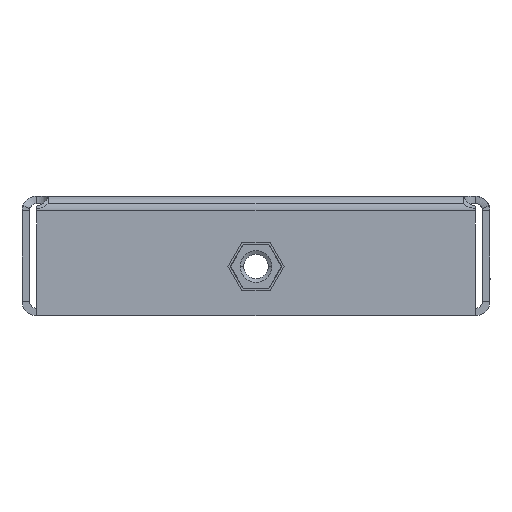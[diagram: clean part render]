
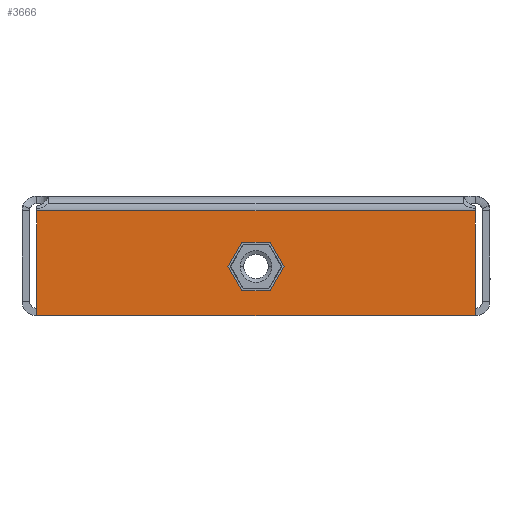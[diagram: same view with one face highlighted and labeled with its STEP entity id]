
A CAD part, left-side view. The second image highlights one B-rep face of the part: STEP entity #3666.
In plain terms, the highlighted planar face has unit normal (-1, 0, 0).
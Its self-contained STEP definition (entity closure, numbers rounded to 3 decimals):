
#275 = EDGE_CURVE ( 'NONE', #6224, #20687, #18587, .T. ) ;
#534 = CARTESIAN_POINT ( 'NONE',  ( -352., 2.656, -9.8 ) ) ;
#1281 = FACE_BOUND ( 'NONE', #13395, .T. ) ;
#1679 = PLANE ( 'NONE',  #11405 ) ;
#2088 = EDGE_CURVE ( 'NONE', #18071, #6224, #2099, .T. ) ;
#2099 = LINE ( 'NONE', #16939, #18936 ) ;
#2463 = EDGE_CURVE ( 'NONE', #12170, #4198, #12423, .T. ) ;
#3024 = DIRECTION ( 'NONE',  ( 0., -1., 0. ) ) ;
#3619 = EDGE_LOOP ( 'NONE', ( #8953, #4465, #10589, #17372 ) ) ;
#3666 = ADVANCED_FACE ( 'NONE', ( #1281, #10138 ), #1679, .F. ) ;
#3740 = VECTOR ( 'NONE', #10836, 1000. ) ;
#3810 = DIRECTION ( 'NONE',  ( 0., -0.5, 0.866 ) ) ;
#3935 = CARTESIAN_POINT ( 'NONE',  ( -352., -2.252, -1.3 ) ) ;
#4198 = VERTEX_POINT ( 'NONE', #17460 ) ;
#4313 = DIRECTION ( 'NONE',  ( 0., 0.5, -0.866 ) ) ;
#4465 = ORIENTED_EDGE ( 'NONE', *, *, #23602, .T. ) ;
#4569 = CARTESIAN_POINT ( 'NONE',  ( -352., 45., 0. ) ) ;
#5022 = VERTEX_POINT ( 'NONE', #13291 ) ;
#5225 = CARTESIAN_POINT ( 'NONE',  ( -352., -45., -3. ) ) ;
#5611 = EDGE_CURVE ( 'NONE', #4198, #10226, #9985, .T. ) ;
#6034 = VECTOR ( 'NONE', #24633, 1000. ) ;
#6224 = VERTEX_POINT ( 'NONE', #18890 ) ;
#6395 = VECTOR ( 'NONE', #8631, 1000. ) ;
#6405 = VERTEX_POINT ( 'NONE', #534 ) ;
#7082 = VECTOR ( 'NONE', #24886, 1000. ) ;
#7268 = EDGE_CURVE ( 'NONE', #6405, #18071, #9027, .T. ) ;
#7823 = CARTESIAN_POINT ( 'NONE',  ( -352., 0., 0. ) ) ;
#8175 = LINE ( 'NONE', #3935, #20065 ) ;
#8631 = DIRECTION ( 'NONE',  ( 0., -1., 0. ) ) ;
#8953 = ORIENTED_EDGE ( 'NONE', *, *, #9687, .F. ) ;
#9027 = LINE ( 'NONE', #21627, #14834 ) ;
#9425 = EDGE_CURVE ( 'NONE', #20687, #18343, #15388, .T. ) ;
#9687 = EDGE_CURVE ( 'NONE', #17674, #10226, #12378, .T. ) ;
#9985 = LINE ( 'NONE', #24106, #6034 ) ;
#10138 = FACE_OUTER_BOUND ( 'NONE', #3619, .T. ) ;
#10221 = CARTESIAN_POINT ( 'NONE',  ( -352., -2.656, -19. ) ) ;
#10226 = VERTEX_POINT ( 'NONE', #5225 ) ;
#10589 = ORIENTED_EDGE ( 'NONE', *, *, #2463, .T. ) ;
#10625 = CARTESIAN_POINT ( 'NONE',  ( -352., -45., -3. ) ) ;
#10836 = DIRECTION ( 'NONE',  ( 0., 0., -1. ) ) ;
#11405 = AXIS2_PLACEMENT_3D ( 'NONE', #7823, #16098, #24392 ) ;
#12170 = VERTEX_POINT ( 'NONE', #23707 ) ;
#12378 = LINE ( 'NONE', #10625, #7082 ) ;
#12423 = LINE ( 'NONE', #24646, #6395 ) ;
#12817 = VECTOR ( 'NONE', #13473, 1000. ) ;
#13291 = CARTESIAN_POINT ( 'NONE',  ( -352., 5.312, -14.4 ) ) ;
#13395 = EDGE_LOOP ( 'NONE', ( #16092, #25960, #15753, #23049, #13963, #15533 ) ) ;
#13473 = DIRECTION ( 'NONE',  ( 0., 0.5, 0.866 ) ) ;
#13963 = ORIENTED_EDGE ( 'NONE', *, *, #7268, .T. ) ;
#14834 = VECTOR ( 'NONE', #3024, 1000. ) ;
#14899 = LINE ( 'NONE', #4569, #3740 ) ;
#15388 = LINE ( 'NONE', #25454, #16223 ) ;
#15495 = LINE ( 'NONE', #23781, #12817 ) ;
#15533 = ORIENTED_EDGE ( 'NONE', *, *, #2088, .T. ) ;
#15753 = ORIENTED_EDGE ( 'NONE', *, *, #22190, .T. ) ;
#16092 = ORIENTED_EDGE ( 'NONE', *, *, #275, .T. ) ;
#16098 = DIRECTION ( 'NONE',  ( 1., 0., 0. ) ) ;
#16223 = VECTOR ( 'NONE', #21756, 1000. ) ;
#16671 = DIRECTION ( 'NONE',  ( 0., -0.5, -0.866 ) ) ;
#16939 = CARTESIAN_POINT ( 'NONE',  ( -352., 2.252, -1.3 ) ) ;
#17055 = CARTESIAN_POINT ( 'NONE',  ( -352., 45., -3. ) ) ;
#17157 = CARTESIAN_POINT ( 'NONE',  ( -352., -2.656, -9.8 ) ) ;
#17372 = ORIENTED_EDGE ( 'NONE', *, *, #5611, .T. ) ;
#17460 = CARTESIAN_POINT ( 'NONE',  ( -352., -45., -24.5 ) ) ;
#17674 = VERTEX_POINT ( 'NONE', #17055 ) ;
#18071 = VERTEX_POINT ( 'NONE', #17157 ) ;
#18343 = VERTEX_POINT ( 'NONE', #18478 ) ;
#18376 = EDGE_CURVE ( 'NONE', #5022, #6405, #8175, .T. ) ;
#18478 = CARTESIAN_POINT ( 'NONE',  ( -352., 2.656, -19. ) ) ;
#18587 = LINE ( 'NONE', #21310, #24250 ) ;
#18890 = CARTESIAN_POINT ( 'NONE',  ( -352., -5.312, -14.4 ) ) ;
#18936 = VECTOR ( 'NONE', #16671, 1000. ) ;
#20065 = VECTOR ( 'NONE', #3810, 1000. ) ;
#20687 = VERTEX_POINT ( 'NONE', #10221 ) ;
#21310 = CARTESIAN_POINT ( 'NONE',  ( -352., -10.219, -5.9 ) ) ;
#21627 = CARTESIAN_POINT ( 'NONE',  ( -352., 0., -9.8 ) ) ;
#21756 = DIRECTION ( 'NONE',  ( 0., 1., 0. ) ) ;
#22190 = EDGE_CURVE ( 'NONE', #18343, #5022, #15495, .T. ) ;
#23049 = ORIENTED_EDGE ( 'NONE', *, *, #18376, .T. ) ;
#23602 = EDGE_CURVE ( 'NONE', #17674, #12170, #14899, .T. ) ;
#23707 = CARTESIAN_POINT ( 'NONE',  ( -352., 45., -24.5 ) ) ;
#23781 = CARTESIAN_POINT ( 'NONE',  ( -352., 10.219, -5.9 ) ) ;
#24106 = CARTESIAN_POINT ( 'NONE',  ( -352., -45., 0. ) ) ;
#24250 = VECTOR ( 'NONE', #4313, 1000. ) ;
#24392 = DIRECTION ( 'NONE',  ( 0., 0., -1. ) ) ;
#24633 = DIRECTION ( 'NONE',  ( 0., 0., 1. ) ) ;
#24646 = CARTESIAN_POINT ( 'NONE',  ( -352., 0., -24.5 ) ) ;
#24886 = DIRECTION ( 'NONE',  ( 0., -1., 0. ) ) ;
#25454 = CARTESIAN_POINT ( 'NONE',  ( -352., 0., -19. ) ) ;
#25960 = ORIENTED_EDGE ( 'NONE', *, *, #9425, .T. ) ;
